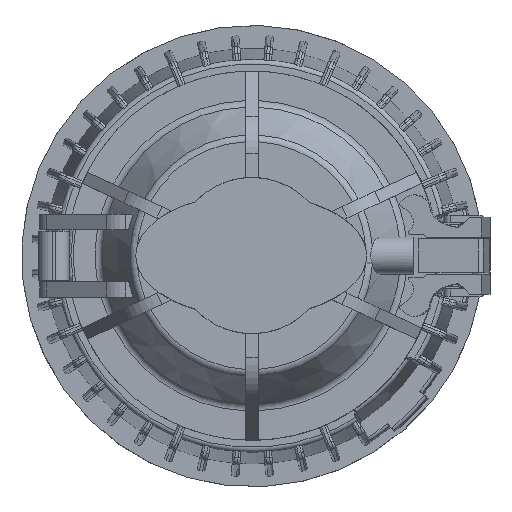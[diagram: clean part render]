
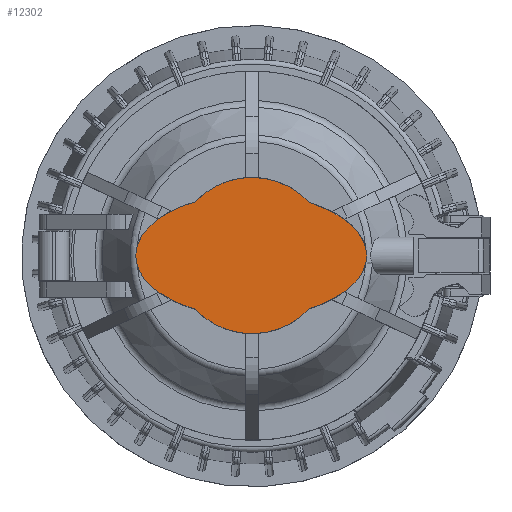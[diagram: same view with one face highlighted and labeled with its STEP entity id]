
A CAD part, top view. The second image highlights one B-rep face of the part: STEP entity #12302.
In plain terms, the highlighted planar face has unit normal (0, 0, 1).
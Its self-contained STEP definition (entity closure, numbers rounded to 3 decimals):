
#293=ELLIPSE('',#13134,75.,39.999);
#294=ELLIPSE('',#13136,75.,39.999);
#2326=PLANE('',#13135);
#2663=FACE_OUTER_BOUND('',#3383,.T.);
#3383=EDGE_LOOP('',(#8753,#8754,#8755,#8756));
#4101=CIRCLE('',#13059,50.8);
#4106=CIRCLE('',#13075,50.8);
#5119=VERTEX_POINT('',#18658);
#5121=VERTEX_POINT('',#18664);
#5124=VERTEX_POINT('',#18734);
#5126=VERTEX_POINT('',#18740);
#6442=EDGE_CURVE('',#5119,#5121,#4101,.T.);
#6458=EDGE_CURVE('',#5124,#5126,#4106,.T.);
#6511=EDGE_CURVE('',#5119,#5126,#293,.T.);
#6512=EDGE_CURVE('',#5124,#5121,#294,.T.);
#8753=ORIENTED_EDGE('',*,*,#6511,.F.);
#8754=ORIENTED_EDGE('',*,*,#6442,.T.);
#8755=ORIENTED_EDGE('',*,*,#6512,.F.);
#8756=ORIENTED_EDGE('',*,*,#6458,.T.);
#12302=ADVANCED_FACE('',(#2663),#2326,.T.);
#13059=AXIS2_PLACEMENT_3D('',#18666,#14635,#14636);
#13075=AXIS2_PLACEMENT_3D('',#18742,#14671,#14672);
#13134=AXIS2_PLACEMENT_3D('',#18895,#14818,#14819);
#13135=AXIS2_PLACEMENT_3D('',#18896,#14820,#14821);
#13136=AXIS2_PLACEMENT_3D('',#18897,#14822,#14823);
#14635=DIRECTION('center_axis',(0.,0.,1.));
#14636=DIRECTION('ref_axis',(1.,0.,0.));
#14671=DIRECTION('center_axis',(0.,0.,1.));
#14672=DIRECTION('ref_axis',(1.,0.,0.));
#14818=DIRECTION('center_axis',(0.,0.,-1.));
#14819=DIRECTION('ref_axis',(-1.,0.,0.));
#14820=DIRECTION('center_axis',(0.,0.,1.));
#14821=DIRECTION('ref_axis',(1.,0.,0.));
#14822=DIRECTION('center_axis',(0.,0.,-1.));
#14823=DIRECTION('ref_axis',(-1.,0.,0.));
#18658=CARTESIAN_POINT('',(-88.022,159.572,221.579));
#18664=CARTESIAN_POINT('',(-162.067,159.995,221.579));
#18666=CARTESIAN_POINT('Origin',(-125.243,125.,221.579));
#18734=CARTESIAN_POINT('',(-162.067,90.005,221.579));
#18740=CARTESIAN_POINT('',(-88.022,90.428,221.579));
#18742=CARTESIAN_POINT('Origin',(-125.243,125.,221.579));
#18895=CARTESIAN_POINT('Origin',(-125.743,125.,221.579));
#18896=CARTESIAN_POINT('Origin',(-125.743,135.,221.579));
#18897=CARTESIAN_POINT('Origin',(-125.743,125.,221.579));
